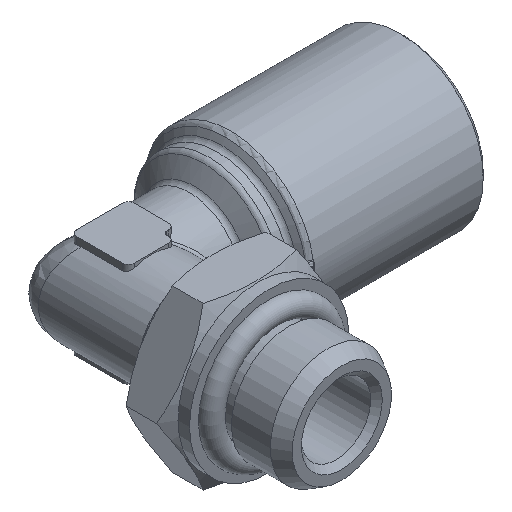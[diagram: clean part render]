
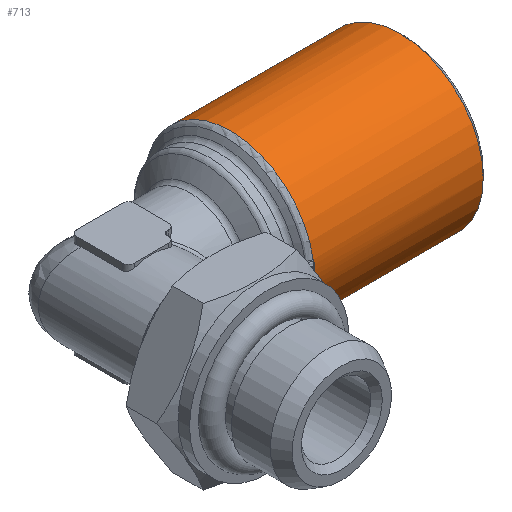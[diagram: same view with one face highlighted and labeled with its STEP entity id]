
A CAD part, isometric view. The second image highlights one B-rep face of the part: STEP entity #713.
In plain terms, the highlighted cylindrical face has radius 7.25 mm (diameter 14.5 mm), a full revolution.
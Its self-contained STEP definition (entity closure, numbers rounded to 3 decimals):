
#713 = ADVANCED_FACE( 'NONE', ( #1494, #1495 ), #1496, .T. );
#1494 = FACE_OUTER_BOUND( '', #4653, .T. );
#1495 = FACE_OUTER_BOUND( '', #4654, .T. );
#1496 = CYLINDRICAL_SURFACE( '', #4655, 7.25 );
#4653 = EDGE_LOOP( '', ( #6840, #6841, #6842 ) );
#4654 = EDGE_LOOP( '', ( #6843 ) );
#4655 = AXIS2_PLACEMENT_3D( '', #6844, #6845, #6846 );
#6840 = ORIENTED_EDGE( '', *, *, #7085, .T. );
#6841 = ORIENTED_EDGE( '', *, *, #7868, .T. );
#6842 = ORIENTED_EDGE( '', *, *, #7110, .T. );
#6843 = ORIENTED_EDGE( '', *, *, #7285, .F. );
#6844 = CARTESIAN_POINT( '', ( 10., 0., 0. ) );
#6845 = DIRECTION( '', ( 1., 0., 0. ) );
#6846 = DIRECTION( '', ( 0., -1., 0. ) );
#7085 = EDGE_CURVE( 'NONE', #7979, #7984, #7986, .T. );
#7110 = EDGE_CURVE( 'NONE', #8030, #7979, #8031, .T. );
#7285 = EDGE_CURVE( 'NONE', #8324, #8324, #8325, .T. );
#7868 = EDGE_CURVE( 'NONE', #7984, #8030, #9156, .T. );
#7979 = VERTEX_POINT( 'NONE', #9335 );
#7984 = VERTEX_POINT( 'NONE', #9340 );
#7986 = CIRCLE( '', #9343, 7.25 );
#8030 = VERTEX_POINT( 'NONE', #9526 );
#8031 = CIRCLE( '', #9527, 7.25 );
#8324 = VERTEX_POINT( '', #10597 );
#8325 = CIRCLE( '', #10598, 7.25 );
#9156 = CIRCLE( '', #13446, 7.25 );
#9335 = CARTESIAN_POINT( '', ( 9.855, -7.155, 1.168 ) );
#9340 = CARTESIAN_POINT( '', ( 9.855, -7.25, 0. ) );
#9343 = AXIS2_PLACEMENT_3D( '', #13587, #13588, #13589 );
#9526 = CARTESIAN_POINT( '', ( 9.855, -7.155, -1.168 ) );
#9527 = AXIS2_PLACEMENT_3D( '', #13602, #13603, #13604 );
#10597 = CARTESIAN_POINT( '', ( 24.5, 0., 7.25 ) );
#10598 = AXIS2_PLACEMENT_3D( '', #13709, #13710, #13711 );
#13446 = AXIS2_PLACEMENT_3D( '', #14104, #14105, #14106 );
#13587 = CARTESIAN_POINT( '', ( 9.855, 0., 0. ) );
#13588 = DIRECTION( '', ( 1., 0., 0. ) );
#13589 = DIRECTION( '', ( 0., 1., 0. ) );
#13602 = CARTESIAN_POINT( '', ( 9.855, 0., 0. ) );
#13603 = DIRECTION( '', ( 1., 0., 0. ) );
#13604 = DIRECTION( '', ( 0., 1., 0. ) );
#13709 = CARTESIAN_POINT( '', ( 24.5, 0., 0. ) );
#13710 = DIRECTION( '', ( 1., 0., 0. ) );
#13711 = DIRECTION( '', ( 0., 0., 1. ) );
#14104 = CARTESIAN_POINT( '', ( 9.855, 0., 0. ) );
#14105 = DIRECTION( '', ( 1., 0., 0. ) );
#14106 = DIRECTION( '', ( 0., 1., 0. ) );
